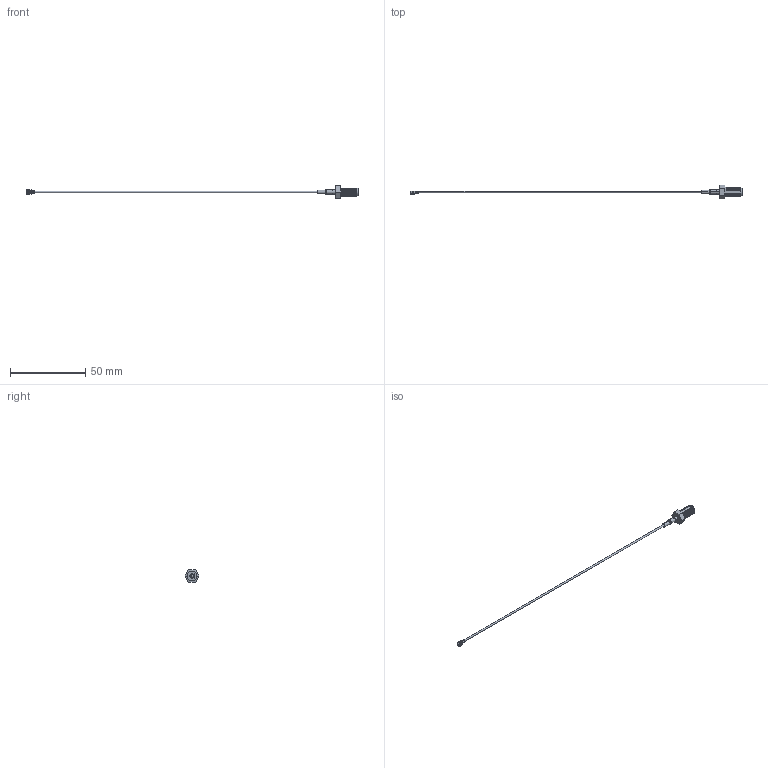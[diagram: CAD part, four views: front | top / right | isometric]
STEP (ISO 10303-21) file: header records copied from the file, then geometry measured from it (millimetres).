
FILE_DESCRIPTION (( 'STEP AP214' ), '1' );
FILE_NAME ('CAB.618.C.STEP', '2019-01-28T07:12:06', ( '' ), ( '' ), 'SwSTEP 2.0', 'SolidWorks 2017', '' );
FILE_SCHEMA (( 'AUTOMOTIVE_DESIGN' ));
Length unit declared in the file: millimetre
Products named in the file (6): 204111G000000A; 000; CAB.618.C; 300215C020000A; 200411G020013A; 001315C000000A_Black_1.37
Assembly tree (5 placements, depth 2):
  CAB.618.C
    200411G020013A
    300215C020000A
    204111G000000A
    000
    001315C000000A_Black_1.37
Bounding box: 220.69 x 9.24 x 8 mm (x, y, z)
Volume: 698.3 mm3; surface area: 1881.9 mm2
Topology: 6 solids, 6 shells, 323 faces, 871 edges, 569 vertices
Faces by surface type: plane 143, cylinder 105, bspline 51, torus 14, cone 10
Entity records: 23895 total; most frequent: CARTESIAN_POINT 15896, ORIENTED_EDGE 1742, DIRECTION 1406, EDGE_CURVE 871, VERTEX_POINT 569, VECTOR 470, LINE 470, AXIS2_PLACEMENT_3D 468
